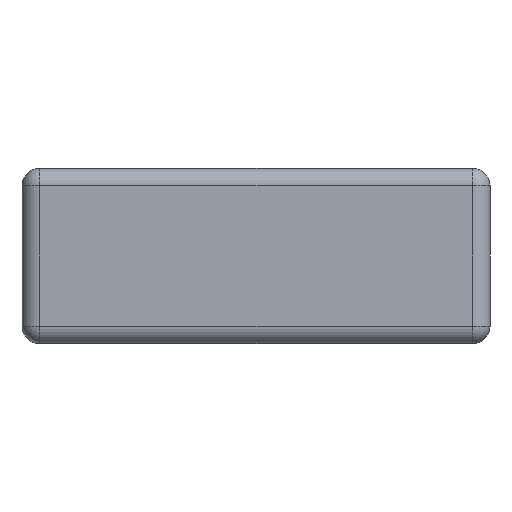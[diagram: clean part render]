
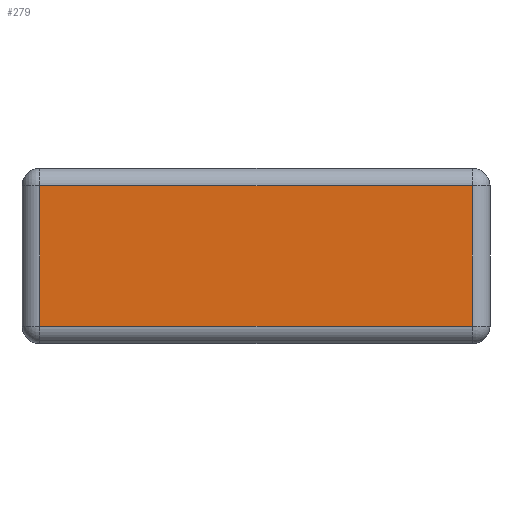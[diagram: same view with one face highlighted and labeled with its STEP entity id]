
A CAD part, left-side view. The second image highlights one B-rep face of the part: STEP entity #279.
In plain terms, the highlighted planar face has unit normal (-1, 0, 0).
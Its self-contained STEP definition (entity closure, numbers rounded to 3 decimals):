
#260 = ORIENTED_EDGE ( 'NONE', *, *, #296, .T. ) ;
#276 = EDGE_CURVE ( 'NONE', #277, #293, #1162, .T. ) ;
#277 = VERTEX_POINT ( 'NONE', #1158 ) ;
#278 = EDGE_CURVE ( 'NONE', #283, #277, #1156, .T. ) ;
#279 = ADVANCED_FACE ( 'NONE', ( #1152 ), #1198, .F. ) ;
#283 = VERTEX_POINT ( 'NONE', #1188 ) ;
#284 = ORIENTED_EDGE ( 'NONE', *, *, #285, .T. ) ;
#285 = EDGE_CURVE ( 'NONE', #293, #289, #1186, .T. ) ;
#289 = VERTEX_POINT ( 'NONE', #1220 ) ;
#293 = VERTEX_POINT ( 'NONE', #1218 ) ;
#295 = ORIENTED_EDGE ( 'NONE', *, *, #278, .T. ) ;
#296 = EDGE_CURVE ( 'NONE', #289, #283, #1213, .T. ) ;
#297 = ORIENTED_EDGE ( 'NONE', *, *, #276, .T. ) ;
#306 = EDGE_LOOP ( 'NONE', ( #297, #284, #260, #295 ) ) ;
#1152 = FACE_OUTER_BOUND ( 'NONE', #306, .T. ) ;
#1153 = DIRECTION ( 'NONE',  ( 0., -1., 0. ) ) ;
#1154 = VECTOR ( 'NONE', #1153, 1000. ) ;
#1155 = CARTESIAN_POINT ( 'NONE',  ( -0.8, -0.4, 0.03 ) ) ;
#1156 = LINE ( 'NONE', #1155, #1154 ) ;
#1158 = CARTESIAN_POINT ( 'NONE',  ( -0.8, -0.37, 0.03 ) ) ;
#1159 = DIRECTION ( 'NONE',  ( 0., 0., 1. ) ) ;
#1160 = VECTOR ( 'NONE', #1159, 1000. ) ;
#1161 = CARTESIAN_POINT ( 'NONE',  ( -0.8, -0.37, 0.3 ) ) ;
#1162 = LINE ( 'NONE', #1161, #1160 ) ;
#1183 = DIRECTION ( 'NONE',  ( 0., 1., 0. ) ) ;
#1184 = VECTOR ( 'NONE', #1183, 1000. ) ;
#1185 = CARTESIAN_POINT ( 'NONE',  ( -0.8, -0.4, 0.27 ) ) ;
#1186 = LINE ( 'NONE', #1185, #1184 ) ;
#1188 = CARTESIAN_POINT ( 'NONE',  ( -0.8, 0.37, 0.03 ) ) ;
#1194 = DIRECTION ( 'NONE',  ( 0., 0., -1. ) ) ;
#1195 = DIRECTION ( 'NONE',  ( 1., 0., 0. ) ) ;
#1196 = CARTESIAN_POINT ( 'NONE',  ( -0.8, -0.4, 0.3 ) ) ;
#1197 = AXIS2_PLACEMENT_3D ( 'NONE', #1196, #1195, #1194 ) ;
#1198 = PLANE ( 'NONE',  #1197 ) ;
#1210 = DIRECTION ( 'NONE',  ( 0., 0., -1. ) ) ;
#1211 = VECTOR ( 'NONE', #1210, 1000. ) ;
#1212 = CARTESIAN_POINT ( 'NONE',  ( -0.8, 0.37, 0.3 ) ) ;
#1213 = LINE ( 'NONE', #1212, #1211 ) ;
#1218 = CARTESIAN_POINT ( 'NONE',  ( -0.8, -0.37, 0.27 ) ) ;
#1220 = CARTESIAN_POINT ( 'NONE',  ( -0.8, 0.37, 0.27 ) ) ;
